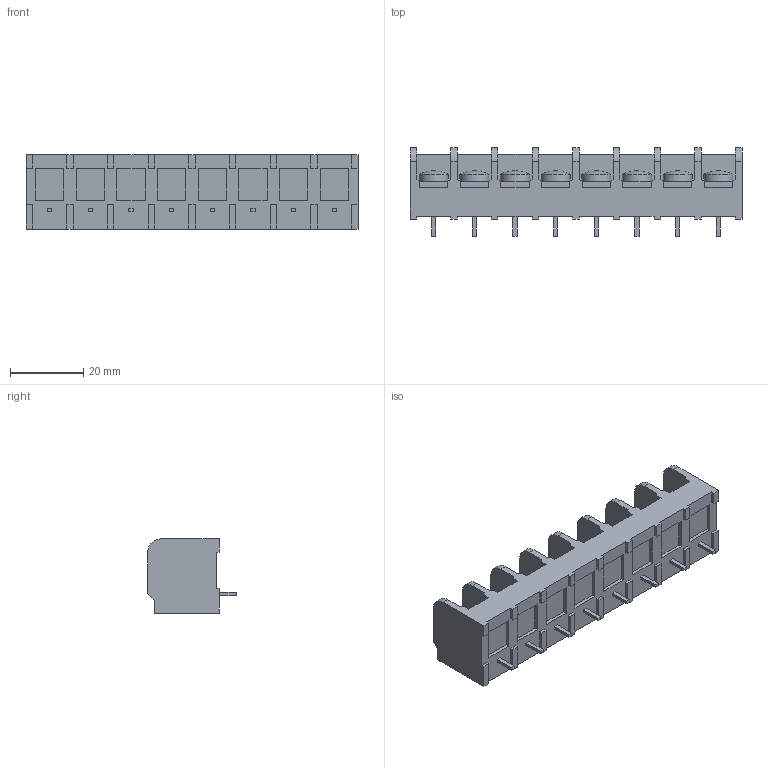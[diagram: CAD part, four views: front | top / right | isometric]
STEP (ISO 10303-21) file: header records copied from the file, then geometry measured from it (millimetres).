
FILE_DESCRIPTION(('STEP AP214'),'1');
FILE_NAME('8pcv-08-006.stp','2017-08-21T11:45:00',('TraceParts'),('TraceParts S.A.'),'Spatial InterOp 3D',' ',' ');
FILE_SCHEMA(('automotive_design'));
Length unit declared in the file: millimetre
Products named in the file (1): 8pcv-08-006
Bounding box: 90.75 x 24.26 x 20.32 mm (x, y, z)
Volume: 21840.4 mm3; surface area: 13784.9 mm2
Topology: 1 solids, 1 shells, 716 faces, 1999 edges, 1314 vertices
Faces by surface type: plane 621, cylinder 79, sphere 16
Entity records: 22524 total; most frequent: CARTESIAN_POINT 4014, ORIENTED_EDGE 3966, DIRECTION 3591, EDGE_CURVE 1983, LINE 1809, VECTOR 1809, VERTEX_POINT 1314, AXIS2_PLACEMENT_3D 891
